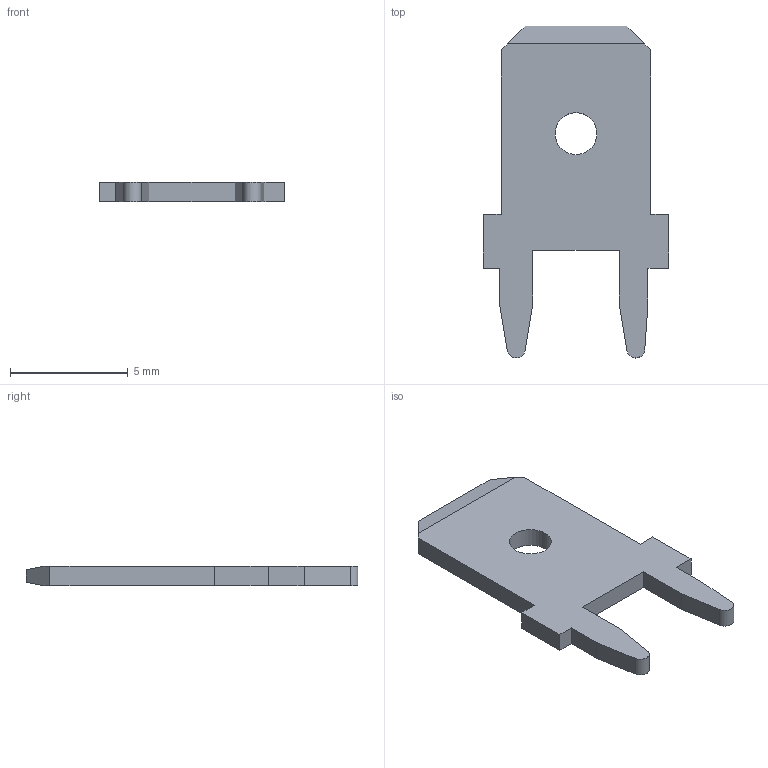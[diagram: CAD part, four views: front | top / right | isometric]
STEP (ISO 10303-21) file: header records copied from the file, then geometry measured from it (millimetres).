
FILE_DESCRIPTION( ( 'STEP AP214' ), '1' );
FILE_NAME( 'psolqas_10608_40.stp', '2020-05-06T21:03:40', ( 'License CC BY-ND 4.0' ), ( 'CADENAS' ), ' ', 'PARTsolutions', ' ' );
FILE_SCHEMA( ( 'AUTOMOTIVE_DESIGN { 1 0 10303 214 1 1 1 1 }' ) );
Length unit declared in the file: metre
Products named in the file (1): 1
Bounding box: 7.87 x 14.1 x 0.81 mm (x, y, z)
Volume: 57.2 mm3; surface area: 185.9 mm2
Topology: 1 solids, 1 shells, 27 faces, 76 edges, 51 vertices
Faces by surface type: plane 24, cylinder 3
Full cylindrical faces by diameter (mm): 1.778 x1
Entity records: 869 total; most frequent: CARTESIAN_POINT 152, ORIENTED_EDGE 148, DIRECTION 136, EDGE_CURVE 74, LINE 68, VECTOR 68, VERTEX_POINT 50, AXIS2_PLACEMENT_3D 34
